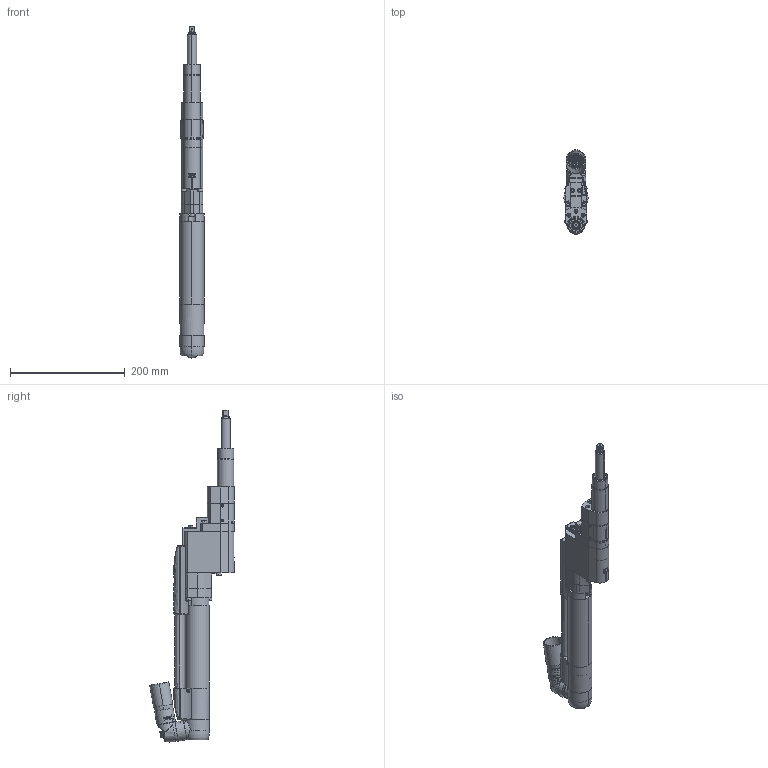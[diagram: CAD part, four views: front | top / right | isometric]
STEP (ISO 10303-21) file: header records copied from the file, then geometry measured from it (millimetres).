
FILE_DESCRIPTION((''),'2;1');
FILE_NAME('8435602080_ASM','2013-05-08T',('tooextcsr'),(''),'PRO/ENGINEER BY PARAMETRIC TECHNOLOGY CORPORATION, 2012420','PRO/ENGINEER BY PARAMETRIC TECHNOLOGY CORPORATION, 2012420','');
FILE_SCHEMA(('CONFIG_CONTROL_DESIGN','GEOMETRIC_VALIDATION_PROPERTIES_MIM'));
Products named in the file (43): 4230260102; 4230260112_ASM; 4230262500; 0219110017; 4230262900; 4230262180_ASM; 4230263000; 4230263200; 4230263300; 4230263280_ASM; 4230263700; 4230263400; 4230262700; 4230263500_AF0; 0215000398; 4230264080_ASM; 4230261700; 4230300081_ASM; 4230301181_ASM; 4230217000; 4230161902; 0211121500; 4230217080_ASM; 4230269900; 4230172000; 4230172102; 4230172200; 0226113900; 4230299281_ASM; 4090034100; 0211121000; 0211122100; 4230270200; 0216195765; 4230269280_AF3; 4230300585_AF1_ASM; 4230298286_ASM; 4230181800; 4230264410; 4230266700 ...
Assembly tree (55 placements, depth 5):
  8435602080_ASM
    4230301181_ASM
      4230260112_ASM
        4230260102
      4230262180_ASM
        4230262500
        0219110017  x2
        4230262900
      4230264080_ASM
        4230263000
        4230263280_ASM
          4230263200
          4230263300
        4230263700
        4230263400
        4230262700
        4230263500_AF0
        0215000398
      4230300081_ASM
        4230261700
    4230217080_ASM
      4230217000
      4230161902
      0211121500  x3
    4230298286_ASM
      4230269900
      4230299281_ASM
        4230172000
        4230172102
        4230172200
        0226113900  x4
      4090034100
      0211121000  x2
      0211122100  x2
      4230270200
      0216195765  x4
      4230300585_AF1_ASM
        4230269280_AF3
    4230181800
    4230264410
    4230266700
    0211117400  x2
    0211117100  x2
Bounding box: 42 x 147.7 x 579.93 mm (x, y, z)
Volume: 525899.1 mm3; surface area: 299171.9 mm2
Topology: 46 solids, 54 shells, 4977 faces, 13268 edges, 8536 vertices
Faces by surface type: plane 1946, cylinder 1427, bspline 705, torus 445, cone 377, sphere 58, extrusion 13, revolution 6
Entity records: 203146 total; most frequent: CARTESIAN_POINT 62400, ORIENTED_EDGE 25296, DIRECTION 21908, EDGE_CURVE 12664, VERTEX_POINT 8194, AXIS2_PLACEMENT_3D 7941, PRESENTATION_STYLE_ASSIGNMENT 7597, STYLED_ITEM 7426
